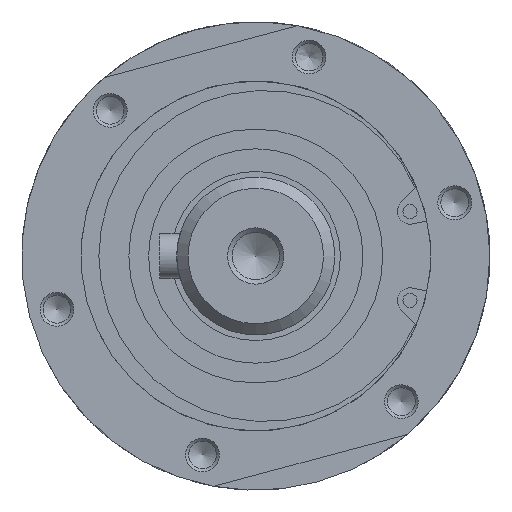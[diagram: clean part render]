
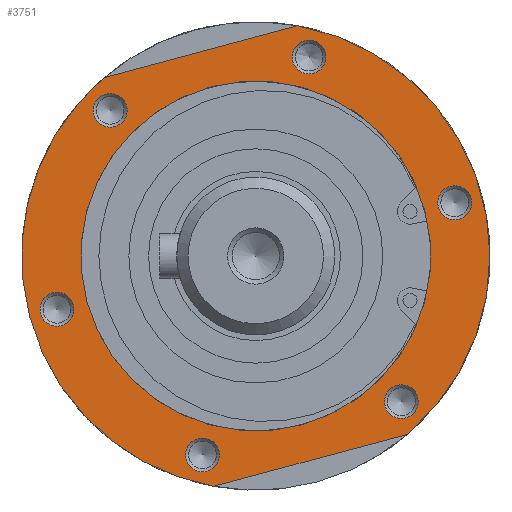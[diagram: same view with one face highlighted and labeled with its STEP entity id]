
A CAD part, left-side view. The second image highlights one B-rep face of the part: STEP entity #3751.
In plain terms, the highlighted planar face has unit normal (-1, 0, 0).
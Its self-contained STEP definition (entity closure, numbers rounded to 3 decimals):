
#3034=CARTESIAN_POINT('',(-225.,29.944,-8.023));
#3035=VERTEX_POINT('',#3034);
#3036=CARTESIAN_POINT('',(-225.,0.,0.));
#3037=DIRECTION('',(1.0,0.,0.));
#3038=DIRECTION('',(0.,0.966,-0.259));
#3039=AXIS2_PLACEMENT_3D('',#3036,#3037,#3038);
#3040=CIRCLE('',#3039,31.);
#3041=EDGE_CURVE('',#3035,#3035,#3040,.T.);
#3384=CARTESIAN_POINT('',(-225.,12.345,-34.48));
#3385=VERTEX_POINT('',#3384);
#3386=CARTESIAN_POINT('',(-225.,9.447,-35.256));
#3387=DIRECTION('',(-1.,0.,0.));
#3388=DIRECTION('',(0.,-0.966,-0.259));
#3389=AXIS2_PLACEMENT_3D('',#3386,#3387,#3388);
#3390=CIRCLE('',#3389,3.);
#3391=EDGE_CURVE('',#3385,#3385,#3390,.T.);
#3445=CARTESIAN_POINT('',(-225.,36.033,-6.549));
#3446=VERTEX_POINT('',#3445);
#3447=CARTESIAN_POINT('',(-225.,35.256,-9.447));
#3448=DIRECTION('',(-1.0,0.,0.));
#3449=DIRECTION('',(0.,-0.259,-0.966));
#3450=AXIS2_PLACEMENT_3D('',#3447,#3448,#3449);
#3451=CIRCLE('',#3450,3.);
#3452=EDGE_CURVE('',#3446,#3446,#3451,.T.);
#3506=CARTESIAN_POINT('',(-225.,-23.688,-27.931));
#3507=VERTEX_POINT('',#3506);
#3508=CARTESIAN_POINT('',(-225.,-25.809,-25.809));
#3509=DIRECTION('',(-1.0,0.,0.));
#3510=DIRECTION('',(0.,-0.707,0.707));
#3511=AXIS2_PLACEMENT_3D('',#3508,#3509,#3510);
#3512=CIRCLE('',#3511,3.);
#3513=EDGE_CURVE('',#3507,#3507,#3512,.T.);
#3567=CARTESIAN_POINT('',(-225.,23.688,27.931));
#3568=VERTEX_POINT('',#3567);
#3569=CARTESIAN_POINT('',(-225.,25.809,25.809));
#3570=DIRECTION('',(-1.,0.,0.));
#3571=DIRECTION('',(0.,0.707,-0.707));
#3572=AXIS2_PLACEMENT_3D('',#3569,#3570,#3571);
#3573=CIRCLE('',#3572,3.);
#3574=EDGE_CURVE('',#3568,#3568,#3573,.T.);
#3628=CARTESIAN_POINT('',(-225.,-36.033,6.549));
#3629=VERTEX_POINT('',#3628);
#3630=CARTESIAN_POINT('',(-225.,-35.256,9.447));
#3631=DIRECTION('',(-1.,0.,0.));
#3632=DIRECTION('',(0.,0.259,0.966));
#3633=AXIS2_PLACEMENT_3D('',#3630,#3631,#3632);
#3634=CIRCLE('',#3633,3.);
#3635=EDGE_CURVE('',#3629,#3629,#3634,.T.);
#3681=CARTESIAN_POINT('',(-225.,35.015,-9.382));
#3682=DIRECTION('',(-1.0,0.0,0.0));
#3683=DIRECTION('',(0.0,0.259,0.966));
#3684=AXIS2_PLACEMENT_3D('',#3681,#3682,#3683);
#3685=PLANE('',#3684);
#3686=CARTESIAN_POINT('',(-225.,7.465,-40.823));
#3687=VERTEX_POINT('',#3686);
#3688=CARTESIAN_POINT('',(-225.,-26.876,-31.621));
#3689=VERTEX_POINT('',#3688);
#3690=CARTESIAN_POINT('',(-225.,7.465,-40.823));
#3691=DIRECTION('',(0.0,-0.966,0.259));
#3692=VECTOR('',#3691,35.553);
#3693=LINE('',#3690,#3692);
#3694=EDGE_CURVE('',#3687,#3689,#3693,.T.);
#3695=ORIENTED_EDGE('',*,*,#3694,.T.);
#3696=CARTESIAN_POINT('',(-225.,-7.465,40.823));
#3697=VERTEX_POINT('',#3696);
#3698=CARTESIAN_POINT('',(-225.,0.,0.));
#3699=DIRECTION('',(1.0,0.,0.));
#3700=DIRECTION('',(0.,0.966,-0.259));
#3701=AXIS2_PLACEMENT_3D('',#3698,#3699,#3700);
#3702=CIRCLE('',#3701,41.5);
#3703=EDGE_CURVE('',#3697,#3689,#3702,.T.);
#3704=ORIENTED_EDGE('',*,*,#3703,.F.);
#3705=CARTESIAN_POINT('',(-225.,26.876,31.621));
#3706=VERTEX_POINT('',#3705);
#3707=CARTESIAN_POINT('',(-225.,-7.465,40.823));
#3708=DIRECTION('',(0.0,0.966,-0.259));
#3709=VECTOR('',#3708,35.553);
#3710=LINE('',#3707,#3709);
#3711=EDGE_CURVE('',#3697,#3706,#3710,.T.);
#3712=ORIENTED_EDGE('',*,*,#3711,.T.);
#3713=CARTESIAN_POINT('',(-225.,0.,0.));
#3714=DIRECTION('',(1.0,0.,0.));
#3715=DIRECTION('',(0.,0.966,-0.259));
#3716=AXIS2_PLACEMENT_3D('',#3713,#3714,#3715);
#3717=CIRCLE('',#3716,41.5);
#3718=EDGE_CURVE('',#3687,#3706,#3717,.T.);
#3719=ORIENTED_EDGE('',*,*,#3718,.F.);
#3720=EDGE_LOOP('',(#3695,#3704,#3712,#3719));
#3721=FACE_OUTER_BOUND('',#3720,.T.);
#3722=ORIENTED_EDGE('',*,*,#3635,.F.);
#3723=EDGE_LOOP('',(#3722));
#3724=FACE_BOUND('',#3723,.T.);
#3725=ORIENTED_EDGE('',*,*,#3513,.F.);
#3726=EDGE_LOOP('',(#3725));
#3727=FACE_BOUND('',#3726,.T.);
#3728=ORIENTED_EDGE('',*,*,#3391,.F.);
#3729=EDGE_LOOP('',(#3728));
#3730=FACE_BOUND('',#3729,.T.);
#3731=ORIENTED_EDGE('',*,*,#3041,.T.);
#3732=EDGE_LOOP('',(#3731));
#3733=FACE_BOUND('',#3732,.T.);
#3734=ORIENTED_EDGE('',*,*,#3452,.F.);
#3735=EDGE_LOOP('',(#3734));
#3736=FACE_BOUND('',#3735,.T.);
#3737=ORIENTED_EDGE('',*,*,#3574,.F.);
#3738=EDGE_LOOP('',(#3737));
#3739=FACE_BOUND('',#3738,.T.);
#3740=CARTESIAN_POINT('',(-225.,-12.345,34.48));
#3741=VERTEX_POINT('',#3740);
#3742=CARTESIAN_POINT('',(-225.,-9.447,35.256));
#3743=DIRECTION('',(-1.0,0.,0.));
#3744=DIRECTION('',(0.,0.966,0.259));
#3745=AXIS2_PLACEMENT_3D('',#3742,#3743,#3744);
#3746=CIRCLE('',#3745,3.);
#3747=EDGE_CURVE('',#3741,#3741,#3746,.T.);
#3748=ORIENTED_EDGE('',*,*,#3747,.F.);
#3749=EDGE_LOOP('',(#3748));
#3750=FACE_BOUND('',#3749,.T.);
#3751=ADVANCED_FACE('',(#3721,#3724,#3727,#3730,#3733,#3736,#3739,#3750),#3685,.T.);
